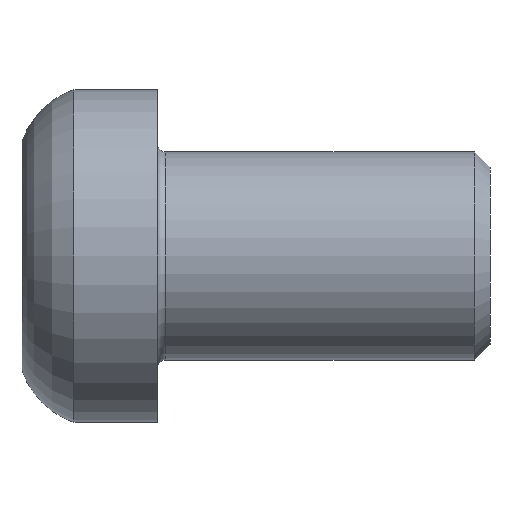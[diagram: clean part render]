
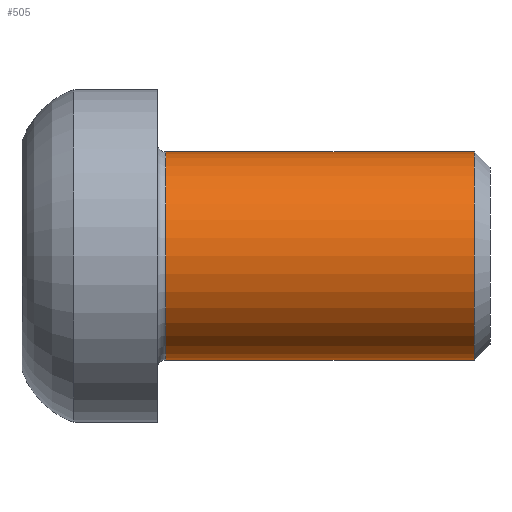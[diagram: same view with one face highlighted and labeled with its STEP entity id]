
A CAD part, front view. The second image highlights one B-rep face of the part: STEP entity #505.
In plain terms, the highlighted cylindrical face has radius 5 mm (diameter 10 mm), a partial arc.
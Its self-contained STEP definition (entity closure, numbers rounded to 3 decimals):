
#3 = EDGE_CURVE ( 'NONE', #58, #113, #778, .T. ) ;
#14 = ORIENTED_EDGE ( 'NONE', *, *, #889, .T. ) ;
#45 = CIRCLE ( 'NONE', #611, 5. ) ;
#58 = VERTEX_POINT ( 'NONE', #874 ) ;
#113 = VERTEX_POINT ( 'NONE', #583 ) ;
#131 = VECTOR ( 'NONE', #727, 1000. ) ;
#145 = CARTESIAN_POINT ( 'NONE',  ( 15.25, 0., -5. ) ) ;
#149 = AXIS2_PLACEMENT_3D ( 'NONE', #673, #750, #679 ) ;
#154 = CARTESIAN_POINT ( 'NONE',  ( -29.104, 0., 5. ) ) ;
#173 = FACE_OUTER_BOUND ( 'NONE', #572, .T. ) ;
#177 = DIRECTION ( 'NONE',  ( -1., 0., 0. ) ) ;
#227 = DIRECTION ( 'NONE',  ( -1., 0., 0. ) ) ;
#337 = EDGE_CURVE ( 'NONE', #722, #590, #850, .T. ) ;
#390 = ORIENTED_EDGE ( 'NONE', *, *, #3, .T. ) ;
#399 = DIRECTION ( 'NONE',  ( 0., 0., 1. ) ) ;
#449 = AXIS2_PLACEMENT_3D ( 'NONE', #799, #227, #399 ) ;
#478 = CARTESIAN_POINT ( 'NONE',  ( -29.104, 0., -5. ) ) ;
#505 = ADVANCED_FACE ( 'NONE', ( #173 ), #757, .T. ) ;
#572 = EDGE_LOOP ( 'NONE', ( #999, #14, #390, #930 ) ) ;
#583 = CARTESIAN_POINT ( 'NONE',  ( 0.4, 0., 5. ) ) ;
#590 = VERTEX_POINT ( 'NONE', #690 ) ;
#611 = AXIS2_PLACEMENT_3D ( 'NONE', #740, #177, #976 ) ;
#673 = CARTESIAN_POINT ( 'NONE',  ( -29.104, 0., 0. ) ) ;
#679 = DIRECTION ( 'NONE',  ( 0., 0., 1. ) ) ;
#690 = CARTESIAN_POINT ( 'NONE',  ( 0.4, 0., -5. ) ) ;
#691 = CIRCLE ( 'NONE', #449, 5. ) ;
#722 = VERTEX_POINT ( 'NONE', #145 ) ;
#727 = DIRECTION ( 'NONE',  ( -1., 0., 0. ) ) ;
#740 = CARTESIAN_POINT ( 'NONE',  ( 15.25, 0., 0. ) ) ;
#750 = DIRECTION ( 'NONE',  ( -1., 0., 0. ) ) ;
#757 = CYLINDRICAL_SURFACE ( 'NONE', #149, 5. ) ;
#778 = LINE ( 'NONE', #154, #987 ) ;
#799 = CARTESIAN_POINT ( 'NONE',  ( 0.4, 0., 0. ) ) ;
#811 = DIRECTION ( 'NONE',  ( -1., 0., 0. ) ) ;
#840 = EDGE_CURVE ( 'NONE', #590, #113, #691, .T. ) ;
#850 = LINE ( 'NONE', #478, #131 ) ;
#874 = CARTESIAN_POINT ( 'NONE',  ( 15.25, 0., 5. ) ) ;
#889 = EDGE_CURVE ( 'NONE', #722, #58, #45, .T. ) ;
#930 = ORIENTED_EDGE ( 'NONE', *, *, #840, .F. ) ;
#976 = DIRECTION ( 'NONE',  ( 0., 0., 1. ) ) ;
#987 = VECTOR ( 'NONE', #811, 1000. ) ;
#999 = ORIENTED_EDGE ( 'NONE', *, *, #337, .F. ) ;
